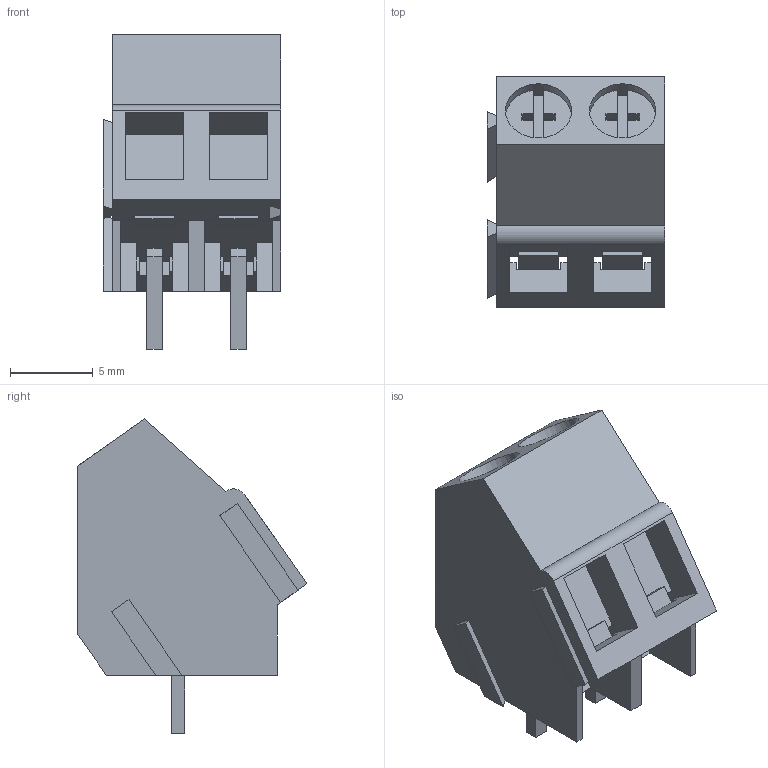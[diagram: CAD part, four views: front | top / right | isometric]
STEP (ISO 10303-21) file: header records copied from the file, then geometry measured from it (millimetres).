
FILE_DESCRIPTION(('CATIA V5 STEP Exchange','CAx-IF Rec.Pracs.--- Model Styling and Organization---1.2---2011-12-15'),'2;1');
FILE_NAME ('D1454810_0_1716120000_1716120000.stp','2018-03-31T06:48:27+00:00',('none'),('Weidmueller'),'CATIA Version 5-6 Release 2014','CATIA V5 STEP AP214','none');
FILE_SCHEMA(('AUTOMOTIVE_DESIGN { 1 0 10303 214 1 1 1 1 }'));
Length unit declared in the file: millimetre
Products named in the file (1): 1716120000
Bounding box: 10.71 x 13.9 x 19 mm (x, y, z)
Volume: 1176.9 mm3; surface area: 1447.7 mm2
Topology: 5 solids, 5 shells, 171 faces, 477 edges, 318 vertices
Faces by surface type: plane 158, cylinder 13
Entity records: 5341 total; most frequent: ORIENTED_EDGE 954, CARTESIAN_POINT 937, DIRECTION 741, EDGE_CURVE 477, VECTOR 443, LINE 443, VERTEX_POINT 318, EDGE_LOOP 177
